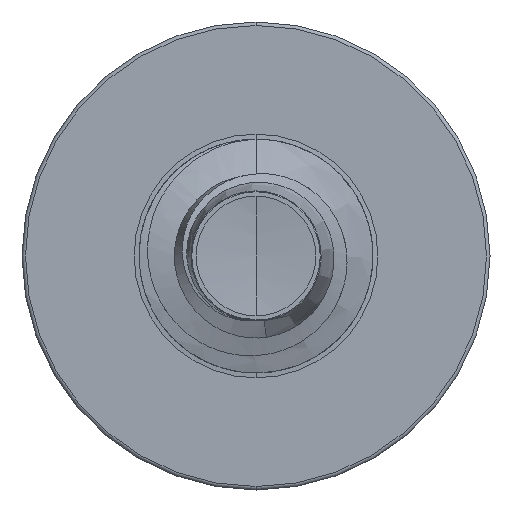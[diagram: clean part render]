
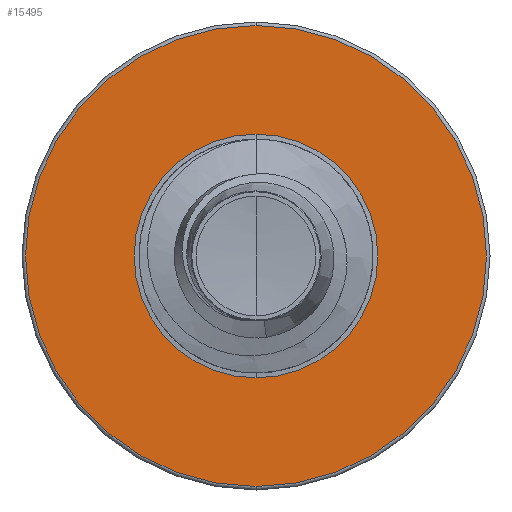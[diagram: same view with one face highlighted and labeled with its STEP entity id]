
A CAD part, front view. The second image highlights one B-rep face of the part: STEP entity #15495.
In plain terms, the highlighted planar face has unit normal (0, -1, 0).
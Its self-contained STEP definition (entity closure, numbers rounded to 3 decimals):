
#60 = CIRCLE ( 'NONE', #14440, 1.562 ) ;
#131 = AXIS2_PLACEMENT_3D ( 'NONE', #14616, #14614, #14604 ) ;
#1126 = VERTEX_POINT ( 'NONE', #15442 ) ;
#1324 = CIRCLE ( 'NONE', #9025, 2.955 ) ;
#2758 = EDGE_LOOP ( 'NONE', ( #8939, #15813 ) ) ;
#4378 = CARTESIAN_POINT ( 'NONE',  ( 0., 9., 1.562 ) ) ;
#4622 = AXIS2_PLACEMENT_3D ( 'NONE', #11940, #11865, #11860 ) ;
#4842 = EDGE_CURVE ( 'NONE', #1126, #9964, #15404, .T. ) ;
#5733 = CARTESIAN_POINT ( 'NONE',  ( 0., 9., 2.955 ) ) ;
#6112 = AXIS2_PLACEMENT_3D ( 'NONE', #10139, #10116, #10114 ) ;
#7942 = DIRECTION ( 'NONE',  ( 0., 0., 1. ) ) ;
#7971 = DIRECTION ( 'NONE',  ( 0., 1., 0. ) ) ;
#7999 = CARTESIAN_POINT ( 'NONE',  ( 0., 9., 0. ) ) ;
#8708 = FACE_OUTER_BOUND ( 'NONE', #15478, .T. ) ;
#8929 = EDGE_CURVE ( 'NONE', #9964, #1126, #1324, .T. ) ;
#8939 = ORIENTED_EDGE ( 'NONE', *, *, #10949, .T. ) ;
#9025 = AXIS2_PLACEMENT_3D ( 'NONE', #7999, #7971, #7942 ) ;
#9452 = CARTESIAN_POINT ( 'NONE',  ( 0., 9., -1.562 ) ) ;
#9964 = VERTEX_POINT ( 'NONE', #5733 ) ;
#10114 = DIRECTION ( 'NONE',  ( 0., 0., 1. ) ) ;
#10116 = DIRECTION ( 'NONE',  ( 0., 1., 0. ) ) ;
#10139 = CARTESIAN_POINT ( 'NONE',  ( 0., 9., 0. ) ) ;
#10606 = VERTEX_POINT ( 'NONE', #4378 ) ;
#10949 = EDGE_CURVE ( 'NONE', #10606, #12444, #11688, .T. ) ;
#11289 = ORIENTED_EDGE ( 'NONE', *, *, #8929, .F. ) ;
#11453 = ORIENTED_EDGE ( 'NONE', *, *, #4842, .F. ) ;
#11688 = CIRCLE ( 'NONE', #131, 1.562 ) ;
#11860 = DIRECTION ( 'NONE',  ( 0., 0., 1. ) ) ;
#11865 = DIRECTION ( 'NONE',  ( 0., 1., 0. ) ) ;
#11940 = CARTESIAN_POINT ( 'NONE',  ( 0., 9., -1.562 ) ) ;
#12035 = PLANE ( 'NONE',  #4622 ) ;
#12444 = VERTEX_POINT ( 'NONE', #9452 ) ;
#12707 = DIRECTION ( 'NONE',  ( 0., 0., 1. ) ) ;
#12711 = DIRECTION ( 'NONE',  ( 0., 1., 0. ) ) ;
#12740 = CARTESIAN_POINT ( 'NONE',  ( 0., 9., 0. ) ) ;
#12799 = EDGE_CURVE ( 'NONE', #12444, #10606, #60, .T. ) ;
#14440 = AXIS2_PLACEMENT_3D ( 'NONE', #12740, #12711, #12707 ) ;
#14604 = DIRECTION ( 'NONE',  ( 0., 0., 1. ) ) ;
#14614 = DIRECTION ( 'NONE',  ( 0., 1., 0. ) ) ;
#14616 = CARTESIAN_POINT ( 'NONE',  ( 0., 9., 0. ) ) ;
#15404 = CIRCLE ( 'NONE', #6112, 2.955 ) ;
#15442 = CARTESIAN_POINT ( 'NONE',  ( 0., 9., -2.955 ) ) ;
#15478 = EDGE_LOOP ( 'NONE', ( #11289, #11453 ) ) ;
#15495 = ADVANCED_FACE ( 'NONE', ( #8708, #17294 ), #12035, .F. ) ;
#15813 = ORIENTED_EDGE ( 'NONE', *, *, #12799, .T. ) ;
#17294 = FACE_BOUND ( 'NONE', #2758, .T. ) ;
